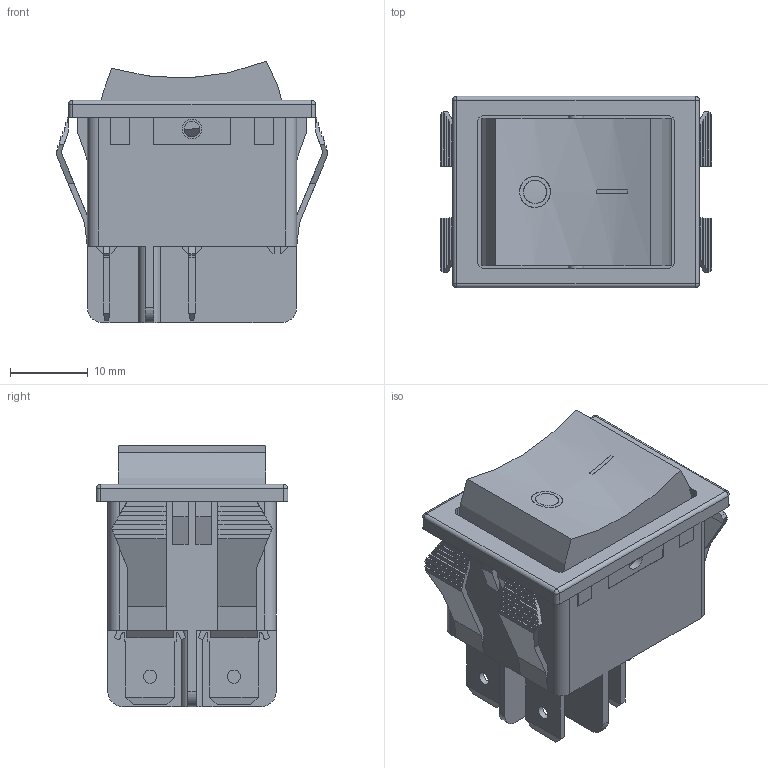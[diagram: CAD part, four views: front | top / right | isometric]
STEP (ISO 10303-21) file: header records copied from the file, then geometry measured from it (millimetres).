
FILE_DESCRIPTION(/* description */ (''),/* implementation_level */ '2;1');
FILE_NAME(/* name */ 'RB242Dx0x1-1xx.stp',/* time_stamp */ '2024-04-10T13:26:47-05:00',/* author */ ('mwilliams'),/* organization */ (''),/* preprocessor_version */ 'ST-DEVELOPER v18.1',/* originating_system */ 'Autodesk Inventor 2022',/* authorisation */ '');
FILE_SCHEMA (('AUTOMOTIVE_DESIGN { 1 0 10303 214 3 1 1 }'));
Length unit declared in the file: inch
Products named in the file (1): RB242Dx0x1-1xx_Simplify_1
Bounding box: 35 x 24.7 x 33.75 mm (x, y, z)
Volume: 6504.5 mm3; surface area: 9425.3 mm2
Topology: 2 solids, 2 shells, 1335 faces, 3471 edges, 2263 vertices
Faces by surface type: plane 925, bspline 342, cylinder 64, sphere 4
Full cylindrical faces by diameter (mm): 1.7 x4, 2 x2, 2.5 x2
Entity records: 44452 total; most frequent: CARTESIAN_POINT 14238, ORIENTED_EDGE 6940, DIRECTION 4762, EDGE_CURVE 3470, LINE 2510, VECTOR 2510, VERTEX_POINT 2263, EDGE_LOOP 1471
